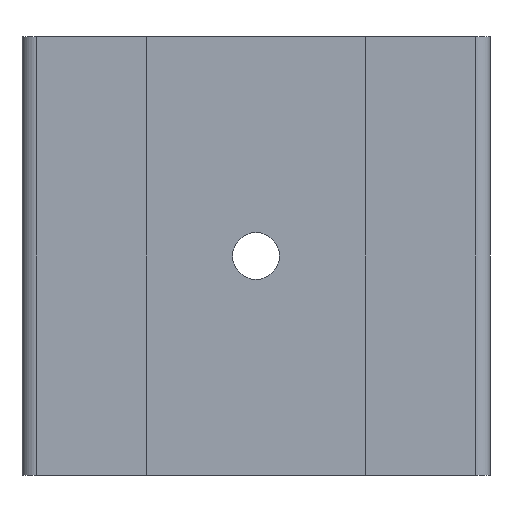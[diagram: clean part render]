
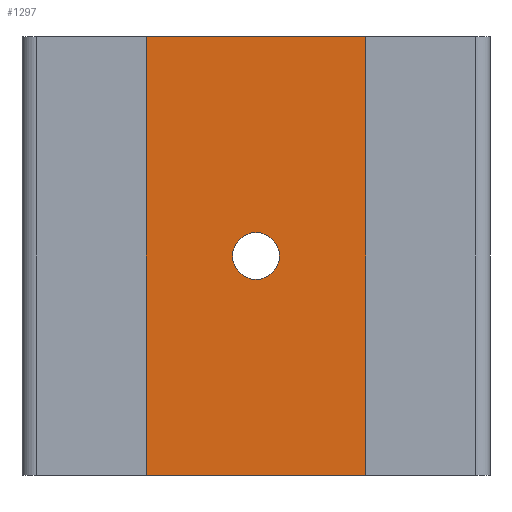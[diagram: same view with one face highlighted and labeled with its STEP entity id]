
A CAD part, front view. The second image highlights one B-rep face of the part: STEP entity #1297.
In plain terms, the highlighted planar face has unit normal (0, -1, 0).
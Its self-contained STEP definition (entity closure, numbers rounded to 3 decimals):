
#1 = ORIENTED_EDGE ( 'NONE', *, *, #656, .F. ) ;
#14 = VECTOR ( 'NONE', #124, 1000. ) ;
#48 = CARTESIAN_POINT ( 'NONE',  ( -7.5, 4.5, 15. ) ) ;
#92 = DIRECTION ( 'NONE',  ( 0., 0., 1. ) ) ;
#96 = DIRECTION ( 'NONE',  ( 0., 1., 0. ) ) ;
#104 = EDGE_CURVE ( 'NONE', #995, #1242, #292, .T. ) ;
#124 = DIRECTION ( 'NONE',  ( 1., 0., 0. ) ) ;
#142 = CARTESIAN_POINT ( 'NONE',  ( 0., 4.5, 0. ) ) ;
#150 = CARTESIAN_POINT ( 'NONE',  ( -7.5, 4.5, -15. ) ) ;
#154 = AXIS2_PLACEMENT_3D ( 'NONE', #500, #96, #92 ) ;
#205 = DIRECTION ( 'NONE',  ( 0., 0., -1. ) ) ;
#232 = EDGE_CURVE ( 'NONE', #248, #995, #772, .T. ) ;
#248 = VERTEX_POINT ( 'NONE', #360 ) ;
#289 = VECTOR ( 'NONE', #1241, 1000. ) ;
#292 = LINE ( 'NONE', #314, #1144 ) ;
#298 = CARTESIAN_POINT ( 'NONE',  ( 7.5, 4.5, -15. ) ) ;
#314 = CARTESIAN_POINT ( 'NONE',  ( 7.5, 4.5, 15. ) ) ;
#360 = CARTESIAN_POINT ( 'NONE',  ( -7.5, 4.5, 15. ) ) ;
#391 = VERTEX_POINT ( 'NONE', #808 ) ;
#423 = EDGE_LOOP ( 'NONE', ( #1272, #635, #1129, #443 ) ) ;
#443 = ORIENTED_EDGE ( 'NONE', *, *, #733, .T. ) ;
#477 = LINE ( 'NONE', #48, #289 ) ;
#500 = CARTESIAN_POINT ( 'NONE',  ( -7.5, 4.5, 15. ) ) ;
#532 = AXIS2_PLACEMENT_3D ( 'NONE', #142, #797, #1226 ) ;
#536 = CARTESIAN_POINT ( 'NONE',  ( 7.5, 4.5, 15. ) ) ;
#546 = EDGE_CURVE ( 'NONE', #391, #1262, #1034, .T. ) ;
#585 = CARTESIAN_POINT ( 'NONE',  ( -7.5, 4.5, -15. ) ) ;
#615 = VERTEX_POINT ( 'NONE', #585 ) ;
#635 = ORIENTED_EDGE ( 'NONE', *, *, #104, .F. ) ;
#656 = EDGE_CURVE ( 'NONE', #1262, #391, #1233, .T. ) ;
#662 = CARTESIAN_POINT ( 'NONE',  ( -7.5, 4.5, 15. ) ) ;
#687 = LINE ( 'NONE', #150, #918 ) ;
#711 = EDGE_LOOP ( 'NONE', ( #1, #928 ) ) ;
#717 = PLANE ( 'NONE',  #154 ) ;
#730 = FACE_BOUND ( 'NONE', #711, .T. ) ;
#733 = EDGE_CURVE ( 'NONE', #248, #615, #477, .T. ) ;
#772 = LINE ( 'NONE', #662, #14 ) ;
#793 = DIRECTION ( 'NONE',  ( 0., -1., 0. ) ) ;
#797 = DIRECTION ( 'NONE',  ( 0., -1., 0. ) ) ;
#808 = CARTESIAN_POINT ( 'NONE',  ( 0., 4.5, 1.6 ) ) ;
#832 = DIRECTION ( 'NONE',  ( 0., 0., -1. ) ) ;
#843 = FACE_OUTER_BOUND ( 'NONE', #423, .T. ) ;
#867 = AXIS2_PLACEMENT_3D ( 'NONE', #1216, #793, #205 ) ;
#918 = VECTOR ( 'NONE', #1346, 1000. ) ;
#928 = ORIENTED_EDGE ( 'NONE', *, *, #546, .F. ) ;
#995 = VERTEX_POINT ( 'NONE', #536 ) ;
#1034 = CIRCLE ( 'NONE', #532, 1.6 ) ;
#1129 = ORIENTED_EDGE ( 'NONE', *, *, #232, .F. ) ;
#1144 = VECTOR ( 'NONE', #832, 1000. ) ;
#1193 = EDGE_CURVE ( 'NONE', #615, #1242, #687, .T. ) ;
#1216 = CARTESIAN_POINT ( 'NONE',  ( 0., 4.5, 0. ) ) ;
#1226 = DIRECTION ( 'NONE',  ( 0., 0., -1. ) ) ;
#1233 = CIRCLE ( 'NONE', #867, 1.6 ) ;
#1241 = DIRECTION ( 'NONE',  ( 0., 0., -1. ) ) ;
#1242 = VERTEX_POINT ( 'NONE', #298 ) ;
#1262 = VERTEX_POINT ( 'NONE', #1268 ) ;
#1268 = CARTESIAN_POINT ( 'NONE',  ( 0., 4.5, -1.6 ) ) ;
#1272 = ORIENTED_EDGE ( 'NONE', *, *, #1193, .T. ) ;
#1297 = ADVANCED_FACE ( 'NONE', ( #730, #843 ), #717, .F. ) ;
#1346 = DIRECTION ( 'NONE',  ( 1., 0., 0. ) ) ;
